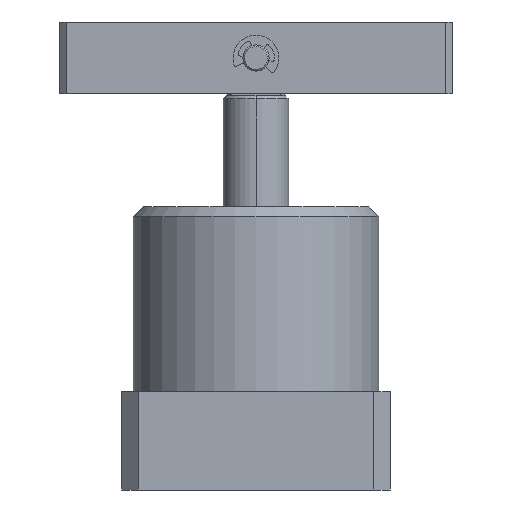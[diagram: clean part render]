
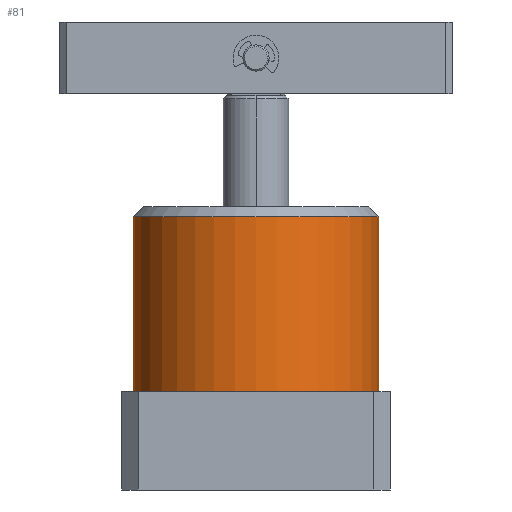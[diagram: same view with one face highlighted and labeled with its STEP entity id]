
A CAD part, front view. The second image highlights one B-rep face of the part: STEP entity #81.
In plain terms, the highlighted cylindrical face has radius 37.5 mm (diameter 75 mm), a partial arc.
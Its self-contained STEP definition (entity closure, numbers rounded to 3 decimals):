
#81 = ADVANCED_FACE ( 'NONE', ( #3835 ), #3555, .T. ) ;
#1097 = AXIS2_PLACEMENT_3D ( 'NONE', #3286, #3285, #3284 ) ;
#1100 = AXIS2_PLACEMENT_3D ( 'NONE', #3308, #3307, #3306 ) ;
#1439 = AXIS2_PLACEMENT_3D ( 'NONE', #2364, #2365, #2372 ) ;
#1490 = EDGE_CURVE ( 'NONE', #5966, #5937, #4421, .T. ) ;
#1501 = EDGE_CURVE ( 'NONE', #6121, #5910, #4354, .T. ) ;
#1628 = EDGE_CURVE ( 'NONE', #5966, #5910, #1951, .T. ) ;
#1676 = EDGE_CURVE ( 'NONE', #5937, #6121, #1731, .T. ) ;
#1731 = LINE ( 'NONE', #2457, #1935 ) ;
#1826 = VECTOR ( 'NONE', #5154, 1000. ) ;
#1935 = VECTOR ( 'NONE', #2455, 1000. ) ;
#1951 = LINE ( 'NONE', #5155, #1826 ) ;
#2364 = CARTESIAN_POINT ( 'NONE',  ( 0., 0., 86.5 ) ) ;
#2365 = DIRECTION ( 'NONE',  ( 0., 0., -1. ) ) ;
#2372 = DIRECTION ( 'NONE',  ( -1., 0., 0. ) ) ;
#2455 = DIRECTION ( 'NONE',  ( 0., 0., -1. ) ) ;
#2457 = CARTESIAN_POINT ( 'NONE',  ( -37.5, 0., 86.5 ) ) ;
#3284 = DIRECTION ( 'NONE',  ( 1., 0., 0. ) ) ;
#3285 = DIRECTION ( 'NONE',  ( 0., 0., 1. ) ) ;
#3286 = CARTESIAN_POINT ( 'NONE',  ( 0., 0., 30. ) ) ;
#3306 = DIRECTION ( 'NONE',  ( 1., 0., 0. ) ) ;
#3307 = DIRECTION ( 'NONE',  ( 0., 0., -1. ) ) ;
#3308 = CARTESIAN_POINT ( 'NONE',  ( 0., 0., 83.5 ) ) ;
#3555 = CYLINDRICAL_SURFACE ( 'NONE', #1439, 37.5 ) ;
#3739 = ORIENTED_EDGE ( 'NONE', *, *, #1490, .T. ) ;
#3835 = FACE_OUTER_BOUND ( 'NONE', #6275, .T. ) ;
#3882 = ORIENTED_EDGE ( 'NONE', *, *, #1501, .T. ) ;
#4354 = CIRCLE ( 'NONE', #1097, 37.5 ) ;
#4421 = CIRCLE ( 'NONE', #1100, 37.5 ) ;
#4727 = CARTESIAN_POINT ( 'NONE',  ( -37.5, 0., 30. ) ) ;
#4891 = CARTESIAN_POINT ( 'NONE',  ( 37.5, 0., 83.5 ) ) ;
#4919 = CARTESIAN_POINT ( 'NONE',  ( -37.5, 0., 83.5 ) ) ;
#4943 = CARTESIAN_POINT ( 'NONE',  ( 37.5, 0., 30. ) ) ;
#5154 = DIRECTION ( 'NONE',  ( 0., 0., -1. ) ) ;
#5155 = CARTESIAN_POINT ( 'NONE',  ( 37.5, 0., 86.5 ) ) ;
#5777 = ORIENTED_EDGE ( 'NONE', *, *, #1676, .T. ) ;
#5780 = ORIENTED_EDGE ( 'NONE', *, *, #1628, .F. ) ;
#5910 = VERTEX_POINT ( 'NONE', #4943 ) ;
#5937 = VERTEX_POINT ( 'NONE', #4919 ) ;
#5966 = VERTEX_POINT ( 'NONE', #4891 ) ;
#6121 = VERTEX_POINT ( 'NONE', #4727 ) ;
#6275 = EDGE_LOOP ( 'NONE', ( #5780, #3739, #5777, #3882 ) ) ;
